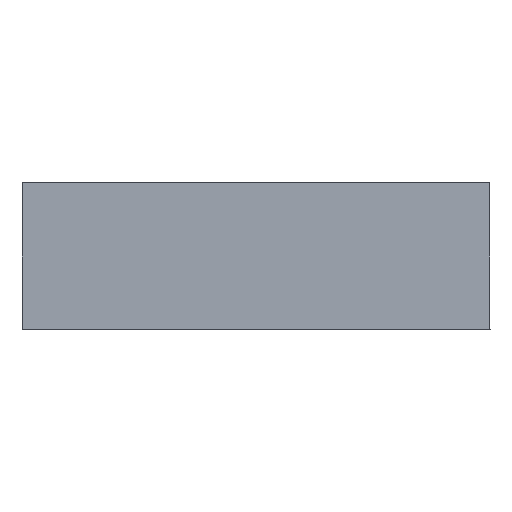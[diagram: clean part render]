
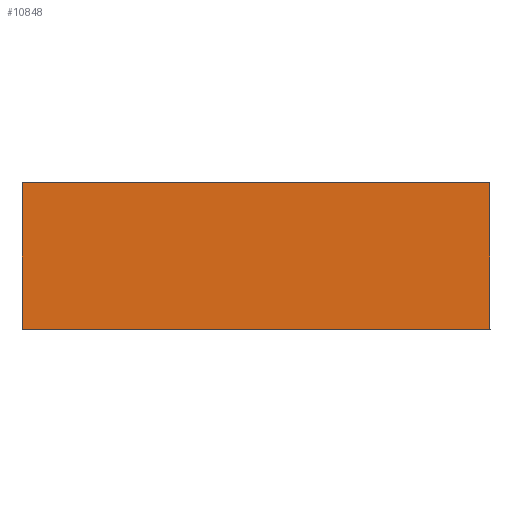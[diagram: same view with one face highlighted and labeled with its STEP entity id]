
A CAD part, top view. The second image highlights one B-rep face of the part: STEP entity #10848.
In plain terms, the highlighted planar face has unit normal (0, 0, 1).
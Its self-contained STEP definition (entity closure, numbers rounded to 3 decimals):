
#169=DIRECTION('',(1.,0.,0.));
#170=VECTOR('',#169,1818.229);
#171=CARTESIAN_POINT('',(-909.115,-286.115,0.));
#172=LINE('',#171,#170);
#176=DIRECTION('',(0.,-1.,0.));
#177=VECTOR('',#176,572.229);
#178=CARTESIAN_POINT('',(-909.115,286.115,0.));
#179=LINE('',#178,#177);
#183=DIRECTION('',(-1.,0.,0.));
#184=VECTOR('',#183,1818.229);
#185=CARTESIAN_POINT('',(909.115,286.115,0.));
#186=LINE('',#185,#184);
#190=DIRECTION('',(0.,1.,0.));
#191=VECTOR('',#190,572.229);
#192=CARTESIAN_POINT('',(909.115,-286.115,0.));
#193=LINE('',#192,#191);
#312=CARTESIAN_POINT('',(-909.115,-286.115,0.));
#440=CARTESIAN_POINT('',(909.115,-286.115,0.));
#568=CARTESIAN_POINT('',(909.115,286.115,0.));
#636=CARTESIAN_POINT('',(-909.115,286.115,0.));
#10026=VERTEX_POINT('',#636);
#10029=VERTEX_POINT('',#568);
#10032=VERTEX_POINT('',#440);
#10035=VERTEX_POINT('',#312);
#10833=CARTESIAN_POINT('',(0.,0.,0.));
#10834=DIRECTION('',(0.,0.,1.));
#10835=DIRECTION('',(1.,0.,0.));
#10836=AXIS2_PLACEMENT_3D('',#10833,#10834,#10835);
#10837=PLANE('',#10836);
#10839=ORIENTED_EDGE('',*,*,#10838,.F.);
#10841=ORIENTED_EDGE('',*,*,#10840,.F.);
#10843=ORIENTED_EDGE('',*,*,#10842,.F.);
#10845=ORIENTED_EDGE('',*,*,#10844,.F.);
#10846=EDGE_LOOP('',(#10839,#10841,#10843,#10845));
#10847=FACE_OUTER_BOUND('',#10846,.F.);
#10838=EDGE_CURVE('',#10035,#10032,#172,.T.);
#10840=EDGE_CURVE('',#10026,#10035,#179,.T.);
#10842=EDGE_CURVE('',#10029,#10026,#186,.T.);
#10844=EDGE_CURVE('',#10032,#10029,#193,.T.);
#10848=ADVANCED_FACE('',(#10847),#10837,.T.);
